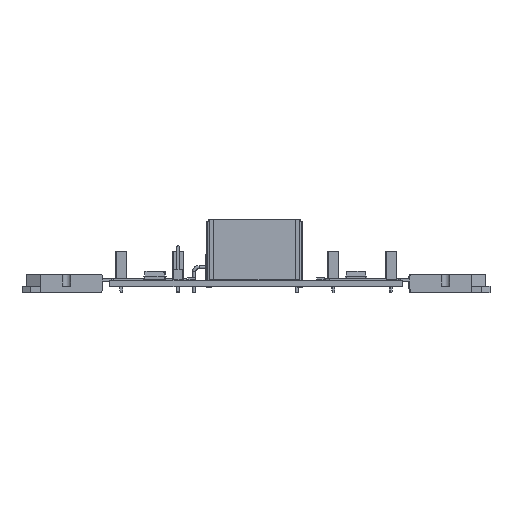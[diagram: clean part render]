
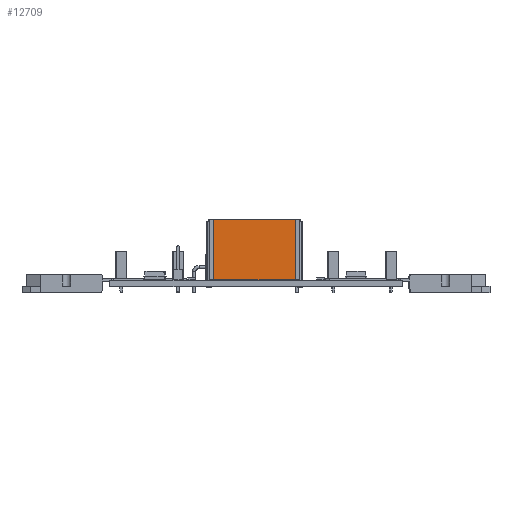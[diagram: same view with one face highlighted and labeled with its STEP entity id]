
A CAD part, left-side view. The second image highlights one B-rep face of the part: STEP entity #12709.
In plain terms, the highlighted face is planar.
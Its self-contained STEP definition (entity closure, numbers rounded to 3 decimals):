
#12296 = PLANE('',#12297);
#12297 = AXIS2_PLACEMENT_3D('',#12298,#12299,#12300);
#12298 = CARTESIAN_POINT('',(1.125,-4.3,0.));
#12299 = DIRECTION('',(1.,0.,0.));
#12300 = DIRECTION('',(0.,0.,1.));
#12564 = EDGE_CURVE('',#12565,#12567,#12569,.T.);
#12565 = VERTEX_POINT('',#12566);
#12566 = CARTESIAN_POINT('',(1.125,-4.28,0.02));
#12567 = VERTEX_POINT('',#12568);
#12568 = CARTESIAN_POINT('',(1.125,-4.28,14.98));
#12569 = SURFACE_CURVE('',#12570,(#12574,#12581),.PCURVE_S1.);
#12570 = LINE('',#12571,#12572);
#12571 = CARTESIAN_POINT('',(1.125,-4.28,0.02));
#12572 = VECTOR('',#12573,1.);
#12573 = DIRECTION('',(0.,0.,1.));
#12574 = PCURVE('',#12296,#12575);
#12575 = DEFINITIONAL_REPRESENTATION('',(#12576),#12580);
#12576 = LINE('',#12577,#12578);
#12577 = CARTESIAN_POINT('',(0.02,-0.02));
#12578 = VECTOR('',#12579,1.);
#12579 = DIRECTION('',(1.,0.));
#12580 = ( GEOMETRIC_REPRESENTATION_CONTEXT(2) 
PARAMETRIC_REPRESENTATION_CONTEXT() REPRESENTATION_CONTEXT('2D SPACE',''
  ) );
#12581 = PCURVE('',#12582,#12587);
#12582 = PLANE('',#12583);
#12583 = AXIS2_PLACEMENT_3D('',#12584,#12585,#12586);
#12584 = CARTESIAN_POINT('',(1.125,-4.28,0.02));
#12585 = DIRECTION('',(0.,1.,0.));
#12586 = DIRECTION('',(0.,-0.,1.));
#12587 = DEFINITIONAL_REPRESENTATION('',(#12588),#12592);
#12588 = LINE('',#12589,#12590);
#12589 = CARTESIAN_POINT('',(0.,0.));
#12590 = VECTOR('',#12591,1.);
#12591 = DIRECTION('',(1.,0.));
#12592 = ( GEOMETRIC_REPRESENTATION_CONTEXT(2) 
PARAMETRIC_REPRESENTATION_CONTEXT() REPRESENTATION_CONTEXT('2D SPACE',''
  ) );
#12610 = PLANE('',#12611);
#12611 = AXIS2_PLACEMENT_3D('',#12612,#12613,#12614);
#12612 = CARTESIAN_POINT('',(1.125,-4.28,14.98));
#12613 = DIRECTION('',(0.,0.,1.));
#12614 = DIRECTION('',(1.,0.,-0.));
#12664 = PLANE('',#12665);
#12665 = AXIS2_PLACEMENT_3D('',#12666,#12667,#12668);
#12666 = CARTESIAN_POINT('',(1.125,-4.28,0.02));
#12667 = DIRECTION('',(0.,0.,1.));
#12668 = DIRECTION('',(1.,0.,-0.));
#12709 = ADVANCED_FACE('',(#12710),#12582,.F.);
#12710 = FACE_BOUND('',#12711,.F.);
#12711 = EDGE_LOOP('',(#12712,#12735,#12736,#12759));
#12712 = ORIENTED_EDGE('',*,*,#12713,.F.);
#12713 = EDGE_CURVE('',#12565,#12714,#12716,.T.);
#12714 = VERTEX_POINT('',#12715);
#12715 = CARTESIAN_POINT('',(21.375,-4.28,0.02));
#12716 = SURFACE_CURVE('',#12717,(#12721,#12728),.PCURVE_S1.);
#12717 = LINE('',#12718,#12719);
#12718 = CARTESIAN_POINT('',(1.125,-4.28,0.02));
#12719 = VECTOR('',#12720,1.);
#12720 = DIRECTION('',(1.,0.,0.));
#12721 = PCURVE('',#12582,#12722);
#12722 = DEFINITIONAL_REPRESENTATION('',(#12723),#12727);
#12723 = LINE('',#12724,#12725);
#12724 = CARTESIAN_POINT('',(0.,0.));
#12725 = VECTOR('',#12726,1.);
#12726 = DIRECTION('',(0.,1.));
#12727 = ( GEOMETRIC_REPRESENTATION_CONTEXT(2) 
PARAMETRIC_REPRESENTATION_CONTEXT() REPRESENTATION_CONTEXT('2D SPACE',''
  ) );
#12728 = PCURVE('',#12664,#12729);
#12729 = DEFINITIONAL_REPRESENTATION('',(#12730),#12734);
#12730 = LINE('',#12731,#12732);
#12731 = CARTESIAN_POINT('',(0.,0.));
#12732 = VECTOR('',#12733,1.);
#12733 = DIRECTION('',(1.,0.));
#12734 = ( GEOMETRIC_REPRESENTATION_CONTEXT(2) 
PARAMETRIC_REPRESENTATION_CONTEXT() REPRESENTATION_CONTEXT('2D SPACE',''
  ) );
#12735 = ORIENTED_EDGE('',*,*,#12564,.T.);
#12736 = ORIENTED_EDGE('',*,*,#12737,.T.);
#12737 = EDGE_CURVE('',#12567,#12738,#12740,.T.);
#12738 = VERTEX_POINT('',#12739);
#12739 = CARTESIAN_POINT('',(21.375,-4.28,14.98));
#12740 = SURFACE_CURVE('',#12741,(#12745,#12752),.PCURVE_S1.);
#12741 = LINE('',#12742,#12743);
#12742 = CARTESIAN_POINT('',(1.125,-4.28,14.98));
#12743 = VECTOR('',#12744,1.);
#12744 = DIRECTION('',(1.,0.,0.));
#12745 = PCURVE('',#12582,#12746);
#12746 = DEFINITIONAL_REPRESENTATION('',(#12747),#12751);
#12747 = LINE('',#12748,#12749);
#12748 = CARTESIAN_POINT('',(14.96,0.));
#12749 = VECTOR('',#12750,1.);
#12750 = DIRECTION('',(0.,1.));
#12751 = ( GEOMETRIC_REPRESENTATION_CONTEXT(2) 
PARAMETRIC_REPRESENTATION_CONTEXT() REPRESENTATION_CONTEXT('2D SPACE',''
  ) );
#12752 = PCURVE('',#12610,#12753);
#12753 = DEFINITIONAL_REPRESENTATION('',(#12754),#12758);
#12754 = LINE('',#12755,#12756);
#12755 = CARTESIAN_POINT('',(0.,0.));
#12756 = VECTOR('',#12757,1.);
#12757 = DIRECTION('',(1.,0.));
#12758 = ( GEOMETRIC_REPRESENTATION_CONTEXT(2) 
PARAMETRIC_REPRESENTATION_CONTEXT() REPRESENTATION_CONTEXT('2D SPACE',''
  ) );
#12759 = ORIENTED_EDGE('',*,*,#12760,.F.);
#12760 = EDGE_CURVE('',#12714,#12738,#12761,.T.);
#12761 = SURFACE_CURVE('',#12762,(#12766,#12773),.PCURVE_S1.);
#12762 = LINE('',#12763,#12764);
#12763 = CARTESIAN_POINT('',(21.375,-4.28,0.02));
#12764 = VECTOR('',#12765,1.);
#12765 = DIRECTION('',(0.,0.,1.));
#12766 = PCURVE('',#12582,#12767);
#12767 = DEFINITIONAL_REPRESENTATION('',(#12768),#12772);
#12768 = LINE('',#12769,#12770);
#12769 = CARTESIAN_POINT('',(0.,20.25));
#12770 = VECTOR('',#12771,1.);
#12771 = DIRECTION('',(1.,0.));
#12772 = ( GEOMETRIC_REPRESENTATION_CONTEXT(2) 
PARAMETRIC_REPRESENTATION_CONTEXT() REPRESENTATION_CONTEXT('2D SPACE',''
  ) );
#12773 = PCURVE('',#12774,#12779);
#12774 = PLANE('',#12775);
#12775 = AXIS2_PLACEMENT_3D('',#12776,#12777,#12778);
#12776 = CARTESIAN_POINT('',(21.375,-4.3,0.));
#12777 = DIRECTION('',(1.,0.,0.));
#12778 = DIRECTION('',(0.,0.,1.));
#12779 = DEFINITIONAL_REPRESENTATION('',(#12780),#12784);
#12780 = LINE('',#12781,#12782);
#12781 = CARTESIAN_POINT('',(0.02,-0.02));
#12782 = VECTOR('',#12783,1.);
#12783 = DIRECTION('',(1.,0.));
#12784 = ( GEOMETRIC_REPRESENTATION_CONTEXT(2) 
PARAMETRIC_REPRESENTATION_CONTEXT() REPRESENTATION_CONTEXT('2D SPACE',''
  ) );
